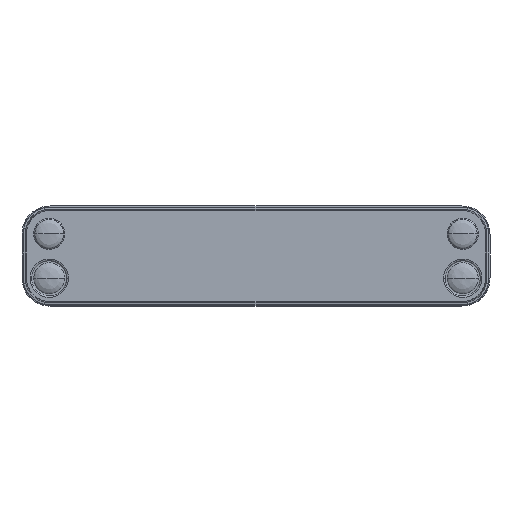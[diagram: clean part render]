
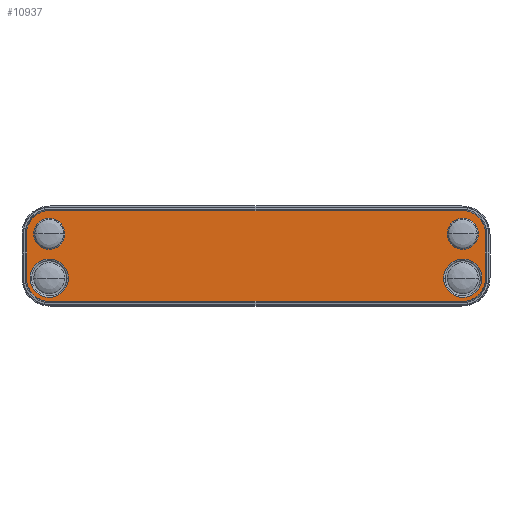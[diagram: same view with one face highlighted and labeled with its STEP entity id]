
A CAD part, front view. The second image highlights one B-rep face of the part: STEP entity #10937.
In plain terms, the highlighted face is planar.
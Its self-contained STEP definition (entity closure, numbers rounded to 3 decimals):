
#9274=CARTESIAN_POINT('',(233.,2.,25.));
#9275=DIRECTION('',(0.,-1.,0.));
#9276=DIRECTION('',(-1.,0.,0.));
#9277=AXIS2_PLACEMENT_3D('',#9274,#9275,#9276);
#9279=CARTESIAN_POINT('',(233.,2.,25.));
#9280=DIRECTION('',(0.,-1.,0.));
#9281=DIRECTION('',(1.,0.,0.));
#9282=AXIS2_PLACEMENT_3D('',#9279,#9280,#9281);
#9284=CARTESIAN_POINT('',(233.,2.,-25.));
#9285=DIRECTION('',(0.,-1.,0.));
#9286=DIRECTION('',(-1.,0.,0.));
#9287=AXIS2_PLACEMENT_3D('',#9284,#9285,#9286);
#9289=CARTESIAN_POINT('',(233.,2.,-25.));
#9290=DIRECTION('',(0.,-1.,0.));
#9291=DIRECTION('',(1.,0.,0.));
#9292=AXIS2_PLACEMENT_3D('',#9289,#9290,#9291);
#9294=CARTESIAN_POINT('',(-233.,2.,-25.));
#9295=DIRECTION('',(0.,1.,0.));
#9296=DIRECTION('',(1.,0.,0.));
#9297=AXIS2_PLACEMENT_3D('',#9294,#9295,#9296);
#9299=CARTESIAN_POINT('',(-233.,2.,-25.));
#9300=DIRECTION('',(0.,1.,0.));
#9301=DIRECTION('',(-1.,0.,0.));
#9302=AXIS2_PLACEMENT_3D('',#9299,#9300,#9301);
#9304=CARTESIAN_POINT('',(-233.,2.,25.));
#9305=DIRECTION('',(0.,1.,0.));
#9306=DIRECTION('',(1.,0.,0.));
#9307=AXIS2_PLACEMENT_3D('',#9304,#9305,#9306);
#9309=CARTESIAN_POINT('',(-233.,2.,25.));
#9310=DIRECTION('',(0.,1.,0.));
#9311=DIRECTION('',(-1.,0.,0.));
#9312=AXIS2_PLACEMENT_3D('',#9309,#9310,#9311);
#9314=CARTESIAN_POINT('',(-232.48,2.,25.095));
#9315=DIRECTION('',(0.,-1.,0.));
#9316=DIRECTION('',(0.,0.,1.));
#9317=AXIS2_PLACEMENT_3D('',#9314,#9315,#9316);
#9319=DIRECTION('',(0.,0.,-1.));
#9320=VECTOR('',#9319,50.19);
#9321=CARTESIAN_POINT('',(-258.605,2.,25.095));
#9322=LINE('',#9321,#9320);
#9323=CARTESIAN_POINT('',(-232.48,2.,-25.095));
#9324=DIRECTION('',(0.,-1.,0.));
#9325=DIRECTION('',(-1.,0.,0.));
#9326=AXIS2_PLACEMENT_3D('',#9323,#9324,#9325);
#9328=DIRECTION('',(1.,0.,0.));
#9329=VECTOR('',#9328,464.96);
#9330=CARTESIAN_POINT('',(-232.48,2.,-51.22));
#9331=LINE('',#9330,#9329);
#9332=CARTESIAN_POINT('',(232.48,2.,-25.095));
#9333=DIRECTION('',(0.,-1.,0.));
#9334=DIRECTION('',(0.,0.,-1.));
#9335=AXIS2_PLACEMENT_3D('',#9332,#9333,#9334);
#9337=DIRECTION('',(0.,0.,1.));
#9338=VECTOR('',#9337,50.19);
#9339=CARTESIAN_POINT('',(258.605,2.,-25.095));
#9340=LINE('',#9339,#9338);
#9341=CARTESIAN_POINT('',(232.48,2.,25.095));
#9342=DIRECTION('',(0.,-1.,0.));
#9343=DIRECTION('',(1.,0.,0.));
#9344=AXIS2_PLACEMENT_3D('',#9341,#9342,#9343);
#9346=DIRECTION('',(-1.,0.,0.));
#9347=VECTOR('',#9346,464.96);
#9348=CARTESIAN_POINT('',(232.48,2.,51.22));
#9349=LINE('',#9348,#9347);
#10621=CARTESIAN_POINT('',(-215.417,2.,25.));
#10622=VERTEX_POINT('',#10621);
#10634=CARTESIAN_POINT('',(-250.583,2.,25.));
#10635=VERTEX_POINT('',#10634);
#10663=CARTESIAN_POINT('',(-211.456,2.,-25.));
#10664=VERTEX_POINT('',#10663);
#10692=CARTESIAN_POINT('',(-254.544,2.,-25.));
#10693=VERTEX_POINT('',#10692);
#10742=CARTESIAN_POINT('',(-232.48,2.,51.22));
#10743=CARTESIAN_POINT('',(-258.605,2.,25.095));
#10744=VERTEX_POINT('',#10742);
#10745=VERTEX_POINT('',#10743);
#10750=CARTESIAN_POINT('',(-258.605,2.,-25.095));
#10751=VERTEX_POINT('',#10750);
#10754=CARTESIAN_POINT('',(-232.48,2.,-51.22));
#10755=VERTEX_POINT('',#10754);
#10758=CARTESIAN_POINT('',(232.48,2.,-51.22));
#10759=VERTEX_POINT('',#10758);
#10762=CARTESIAN_POINT('',(258.605,2.,-25.095));
#10763=VERTEX_POINT('',#10762);
#10766=CARTESIAN_POINT('',(258.605,2.,25.095));
#10767=VERTEX_POINT('',#10766);
#10770=CARTESIAN_POINT('',(232.48,2.,51.22));
#10771=VERTEX_POINT('',#10770);
#10817=CARTESIAN_POINT('',(211.456,2.,-25.));
#10818=VERTEX_POINT('',#10817);
#10846=CARTESIAN_POINT('',(254.544,2.,-25.));
#10847=VERTEX_POINT('',#10846);
#10859=CARTESIAN_POINT('',(215.417,2.,25.));
#10860=VERTEX_POINT('',#10859);
#10872=CARTESIAN_POINT('',(250.583,2.,25.));
#10873=VERTEX_POINT('',#10872);
#10890=CARTESIAN_POINT('',(0.,2.,0.));
#10891=DIRECTION('',(0.,1.,0.));
#10892=DIRECTION('',(1.,0.,0.));
#10893=AXIS2_PLACEMENT_3D('',#10890,#10891,#10892);
#10894=PLANE('',#10893);
#10896=ORIENTED_EDGE('',*,*,#10895,.T.);
#10898=ORIENTED_EDGE('',*,*,#10897,.T.);
#10900=ORIENTED_EDGE('',*,*,#10899,.T.);
#10902=ORIENTED_EDGE('',*,*,#10901,.T.);
#10904=ORIENTED_EDGE('',*,*,#10903,.T.);
#10906=ORIENTED_EDGE('',*,*,#10905,.T.);
#10908=ORIENTED_EDGE('',*,*,#10907,.T.);
#10910=ORIENTED_EDGE('',*,*,#10909,.T.);
#10911=EDGE_LOOP('',(#10896,#10898,#10900,#10902,#10904,#10906,#10908,#10910));
#10912=FACE_OUTER_BOUND('',#10911,.F.);
#10914=ORIENTED_EDGE('',*,*,#10913,.F.);
#10916=ORIENTED_EDGE('',*,*,#10915,.F.);
#10917=EDGE_LOOP('',(#10914,#10916));
#10918=FACE_BOUND('',#10917,.F.);
#10920=ORIENTED_EDGE('',*,*,#10919,.F.);
#10922=ORIENTED_EDGE('',*,*,#10921,.F.);
#10923=EDGE_LOOP('',(#10920,#10922));
#10924=FACE_BOUND('',#10923,.F.);
#10926=ORIENTED_EDGE('',*,*,#10925,.T.);
#10928=ORIENTED_EDGE('',*,*,#10927,.T.);
#10929=EDGE_LOOP('',(#10926,#10928));
#10930=FACE_BOUND('',#10929,.F.);
#10932=ORIENTED_EDGE('',*,*,#10931,.T.);
#10934=ORIENTED_EDGE('',*,*,#10933,.T.);
#10935=EDGE_LOOP('',(#10932,#10934));
#10936=FACE_BOUND('',#10935,.F.);
#10937=ADVANCED_FACE('',(#10912,#10918,#10924,#10930,#10936),#10894,.T.);
#9278=CIRCLE('',#9277,17.583);
#9283=CIRCLE('',#9282,17.583);
#9288=CIRCLE('',#9287,21.544);
#9293=CIRCLE('',#9292,21.544);
#9298=CIRCLE('',#9297,21.544);
#9303=CIRCLE('',#9302,21.544);
#9308=CIRCLE('',#9307,17.583);
#9313=CIRCLE('',#9312,17.583);
#9318=CIRCLE('',#9317,26.125);
#9327=CIRCLE('',#9326,26.125);
#9336=CIRCLE('',#9335,26.125);
#9345=CIRCLE('',#9344,26.125);
#10895=EDGE_CURVE('',#10744,#10745,#9318,.T.);
#10897=EDGE_CURVE('',#10745,#10751,#9322,.T.);
#10899=EDGE_CURVE('',#10751,#10755,#9327,.T.);
#10901=EDGE_CURVE('',#10755,#10759,#9331,.T.);
#10903=EDGE_CURVE('',#10759,#10763,#9336,.T.);
#10905=EDGE_CURVE('',#10763,#10767,#9340,.T.);
#10907=EDGE_CURVE('',#10767,#10771,#9345,.T.);
#10909=EDGE_CURVE('',#10771,#10744,#9349,.T.);
#10913=EDGE_CURVE('',#10860,#10873,#9278,.T.);
#10915=EDGE_CURVE('',#10873,#10860,#9283,.T.);
#10919=EDGE_CURVE('',#10818,#10847,#9288,.T.);
#10921=EDGE_CURVE('',#10847,#10818,#9293,.T.);
#10925=EDGE_CURVE('',#10664,#10693,#9298,.T.);
#10927=EDGE_CURVE('',#10693,#10664,#9303,.T.);
#10931=EDGE_CURVE('',#10622,#10635,#9308,.T.);
#10933=EDGE_CURVE('',#10635,#10622,#9313,.T.);
